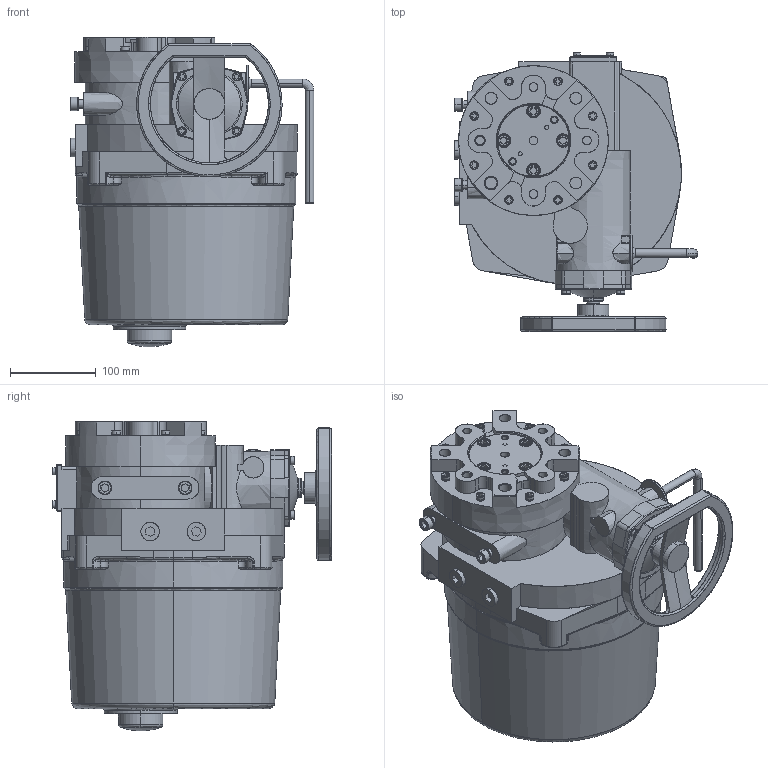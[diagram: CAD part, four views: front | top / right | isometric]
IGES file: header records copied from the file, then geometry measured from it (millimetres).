
Start section: SolidWorks IGES file using analytic representation for surfaces
Global section: file name: RCEL060.IGS; native system: SolidWorks 2018; preprocessor: SolidWorks 2018; author: sara.marklund; date: 180816.153936; units: millimetre
Bounding box: 284.61 x 326.01 x 361.93 mm (x, y, z)
Surface area: 475983.7 mm2 (no closed solid volume)
Topology: 0 solids, 0 shells, 1182 faces, 15027 edges, 15017 vertices
Faces by surface type: bspline 648, revolution 534
